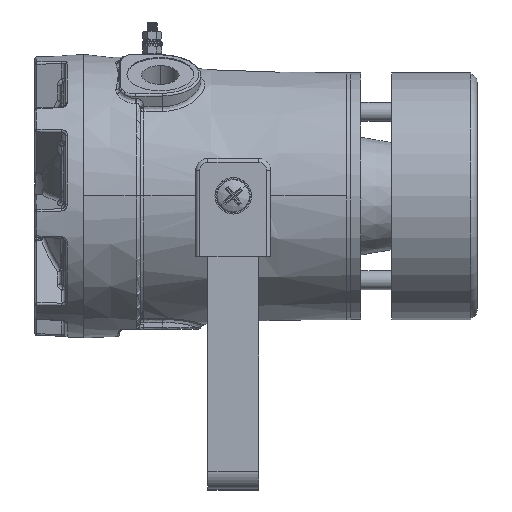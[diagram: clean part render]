
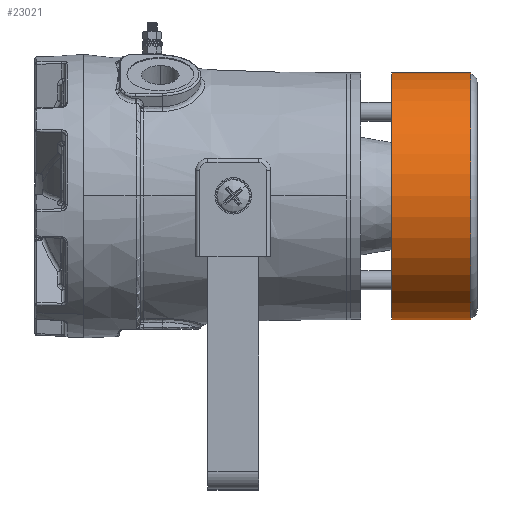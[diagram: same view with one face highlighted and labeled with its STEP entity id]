
A CAD part, top view. The second image highlights one B-rep face of the part: STEP entity #23021.
In plain terms, the highlighted cylindrical face has radius 61 mm (diameter 122 mm), a partial arc.
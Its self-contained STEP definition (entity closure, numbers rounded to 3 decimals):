
#1316 = AXIS2_PLACEMENT_3D ( 'NONE', #50567, #55399, #22601 ) ;
#2228 = LINE ( 'NONE', #20459, #16185 ) ;
#2533 = DIRECTION ( 'NONE',  ( 0., -1., 0. ) ) ;
#2991 = VERTEX_POINT ( 'NONE', #15133 ) ;
#6409 = DIRECTION ( 'NONE',  ( 0., 0., 1. ) ) ;
#8317 = VERTEX_POINT ( 'NONE', #59448 ) ;
#8592 = CYLINDRICAL_SURFACE ( 'NONE', #1316, 61. ) ;
#10165 = LINE ( 'NONE', #57251, #14801 ) ;
#13383 = VERTEX_POINT ( 'NONE', #52667 ) ;
#14801 = VECTOR ( 'NONE', #15317, 1000. ) ;
#15133 = CARTESIAN_POINT ( 'NONE',  ( 0., -9., -61. ) ) ;
#15317 = DIRECTION ( 'NONE',  ( 0., -1., 0. ) ) ;
#16185 = VECTOR ( 'NONE', #2533, 1000. ) ;
#20459 = CARTESIAN_POINT ( 'NONE',  ( 0., 202.664, 61. ) ) ;
#21045 = ORIENTED_EDGE ( 'NONE', *, *, #27113, .T. ) ;
#21745 = CARTESIAN_POINT ( 'NONE',  ( 0., 30.13, 0. ) ) ;
#22601 = DIRECTION ( 'NONE',  ( 0., 0., -1. ) ) ;
#23021 = ADVANCED_FACE ( 'NONE', ( #36595 ), #8592, .T. ) ;
#23027 = CIRCLE ( 'NONE', #42465, 61. ) ;
#24709 = ORIENTED_EDGE ( 'NONE', *, *, #53374, .T. ) ;
#27113 = EDGE_CURVE ( 'NONE', #2991, #13383, #50147, .T. ) ;
#27853 = EDGE_CURVE ( 'NONE', #8317, #13383, #2228, .T. ) ;
#32418 = CARTESIAN_POINT ( 'NONE',  ( 0., 30.13, -61. ) ) ;
#32632 = EDGE_LOOP ( 'NONE', ( #54651, #24709, #53598, #21045 ) ) ;
#36595 = FACE_OUTER_BOUND ( 'NONE', #32632, .T. ) ;
#42465 = AXIS2_PLACEMENT_3D ( 'NONE', #21745, #54557, #54849 ) ;
#43286 = EDGE_CURVE ( 'NONE', #59881, #2991, #10165, .T. ) ;
#44337 = AXIS2_PLACEMENT_3D ( 'NONE', #58580, #53736, #6409 ) ;
#50147 = CIRCLE ( 'NONE', #44337, 61. ) ;
#50567 = CARTESIAN_POINT ( 'NONE',  ( 0., 202.664, 0. ) ) ;
#52667 = CARTESIAN_POINT ( 'NONE',  ( 0., -9., 61. ) ) ;
#53374 = EDGE_CURVE ( 'NONE', #8317, #59881, #23027, .T. ) ;
#53598 = ORIENTED_EDGE ( 'NONE', *, *, #43286, .T. ) ;
#53736 = DIRECTION ( 'NONE',  ( 0., 1., 0. ) ) ;
#54557 = DIRECTION ( 'NONE',  ( 0., -1., 0. ) ) ;
#54651 = ORIENTED_EDGE ( 'NONE', *, *, #27853, .F. ) ;
#54849 = DIRECTION ( 'NONE',  ( 0., 0., -1. ) ) ;
#55399 = DIRECTION ( 'NONE',  ( 0., -1., 0. ) ) ;
#57251 = CARTESIAN_POINT ( 'NONE',  ( 0., 202.664, -61. ) ) ;
#58580 = CARTESIAN_POINT ( 'NONE',  ( 0., -9., 0. ) ) ;
#59448 = CARTESIAN_POINT ( 'NONE',  ( 0., 30.13, 61. ) ) ;
#59881 = VERTEX_POINT ( 'NONE', #32418 ) ;
